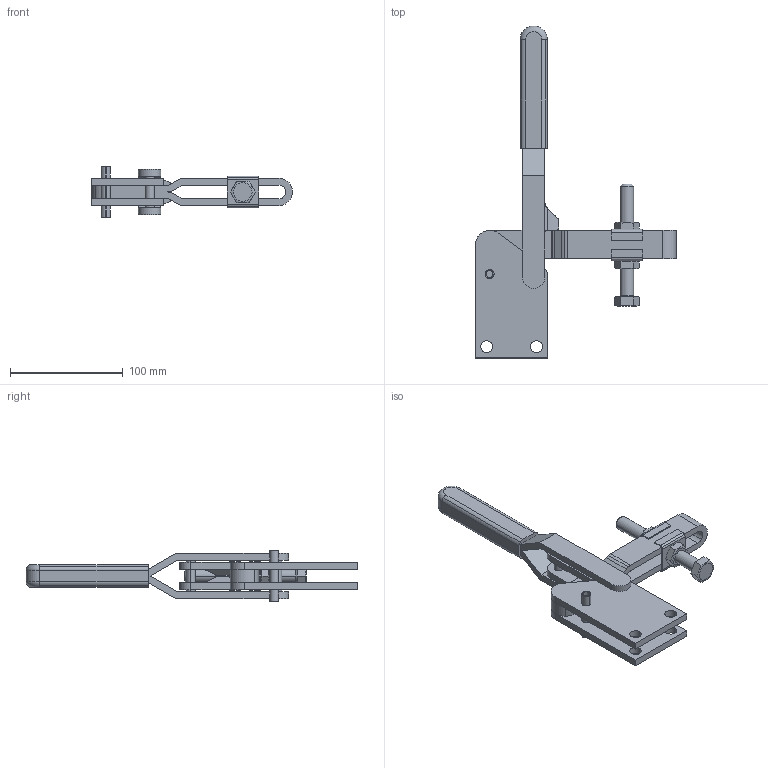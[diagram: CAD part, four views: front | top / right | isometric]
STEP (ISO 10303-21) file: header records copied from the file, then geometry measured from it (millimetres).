
FILE_DESCRIPTION((''),'2;1');
FILE_NAME('MG1U.stp','2006-07-11T15:57:38',('Matthew'),(''),'Autodesk Inventor 8','Autodesk Inventor 8','');
FILE_SCHEMA(('AUTOMOTIVE_DESIGN { 1 0 10303 214 1 1 1 1 }'));
Length unit declared in the file: millimetre
Products named in the file (7): MG1U; MG1U1; MG1U2; MG1U3; MG1U4; MG1U5; MG1U6
Assembly tree (6 placements, depth 2):
  MG1U
    MG1U1
    MG1U2
    MG1U3
    MG1U4
    MG1U5
    MG1U6
Bounding box: 177.98 x 294 x 45 mm (x, y, z)
Volume: 248460.2 mm3; surface area: 93704.5 mm2
Topology: 7 solids, 7 shells, 259 faces, 704 edges, 469 vertices
Faces by surface type: cylinder 92, bspline 79, plane 78, torus 8, cone 2
Entity records: 9709 total; most frequent: CARTESIAN_POINT 3040, ORIENTED_EDGE 1408, DIRECTION 1311, EDGE_CURVE 704, AXIS2_PLACEMENT_3D 474, VERTEX_POINT 469, VECTOR 363, LINE 363
